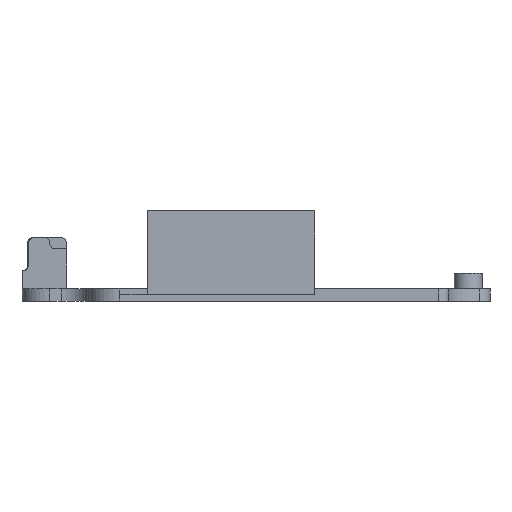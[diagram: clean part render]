
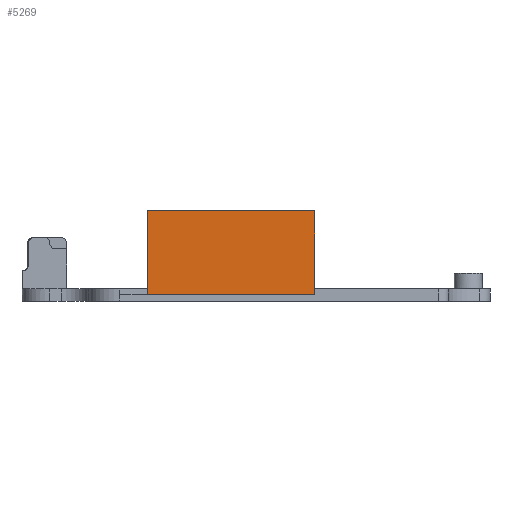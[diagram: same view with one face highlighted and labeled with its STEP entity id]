
A CAD part, left-side view. The second image highlights one B-rep face of the part: STEP entity #5269.
In plain terms, the highlighted planar face has unit normal (-1, 0, 0).
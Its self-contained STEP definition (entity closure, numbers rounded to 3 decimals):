
#697=FACE_OUTER_BOUND('',#1008,.T.);
#1008=EDGE_LOOP('',(#4782,#4783,#4784,#4785));
#1062=LINE('',#7303,#1575);
#1519=LINE('',#9518,#2032);
#1520=LINE('',#9520,#2033);
#1521=LINE('',#9521,#2034);
#1575=VECTOR('',#5828,10.);
#2032=VECTOR('',#7179,10.);
#2033=VECTOR('',#7180,10.);
#2034=VECTOR('',#7181,10.);
#2080=VERTEX_POINT('',#7300);
#2081=VERTEX_POINT('',#7302);
#2533=VERTEX_POINT('',#9517);
#2534=VERTEX_POINT('',#9519);
#2581=EDGE_CURVE('',#2080,#2081,#1062,.T.);
#3294=EDGE_CURVE('',#2080,#2533,#1519,.T.);
#3295=EDGE_CURVE('',#2533,#2534,#1520,.T.);
#3296=EDGE_CURVE('',#2081,#2534,#1521,.T.);
#4782=ORIENTED_EDGE('',*,*,#3294,.T.);
#4783=ORIENTED_EDGE('',*,*,#3295,.T.);
#4784=ORIENTED_EDGE('',*,*,#3296,.F.);
#4785=ORIENTED_EDGE('',*,*,#2581,.F.);
#4989=PLANE('',#5750);
#5269=ADVANCED_FACE('',(#697),#4989,.T.);
#5750=AXIS2_PLACEMENT_3D('',#9516,#7177,#7178);
#5828=DIRECTION('',(0.,0.,1.));
#7177=DIRECTION('center_axis',(-1.,0.,0.));
#7178=DIRECTION('ref_axis',(0.,-1.,0.));
#7179=DIRECTION('',(0.,-1.,0.));
#7180=DIRECTION('',(0.,0.,1.));
#7181=DIRECTION('',(0.,-1.,0.));
#7300=CARTESIAN_POINT('',(-31.4,21.5,1.2));
#7302=CARTESIAN_POINT('',(-31.4,21.5,16.2));
#7303=CARTESIAN_POINT('',(-31.4,21.5,1.2));
#9516=CARTESIAN_POINT('Origin',(-31.4,21.5,1.2));
#9517=CARTESIAN_POINT('',(-31.4,-8.5,1.2));
#9518=CARTESIAN_POINT('',(-31.4,21.5,1.2));
#9519=CARTESIAN_POINT('',(-31.4,-8.5,16.2));
#9520=CARTESIAN_POINT('',(-31.4,-8.5,1.2));
#9521=CARTESIAN_POINT('',(-31.4,21.5,16.2));
